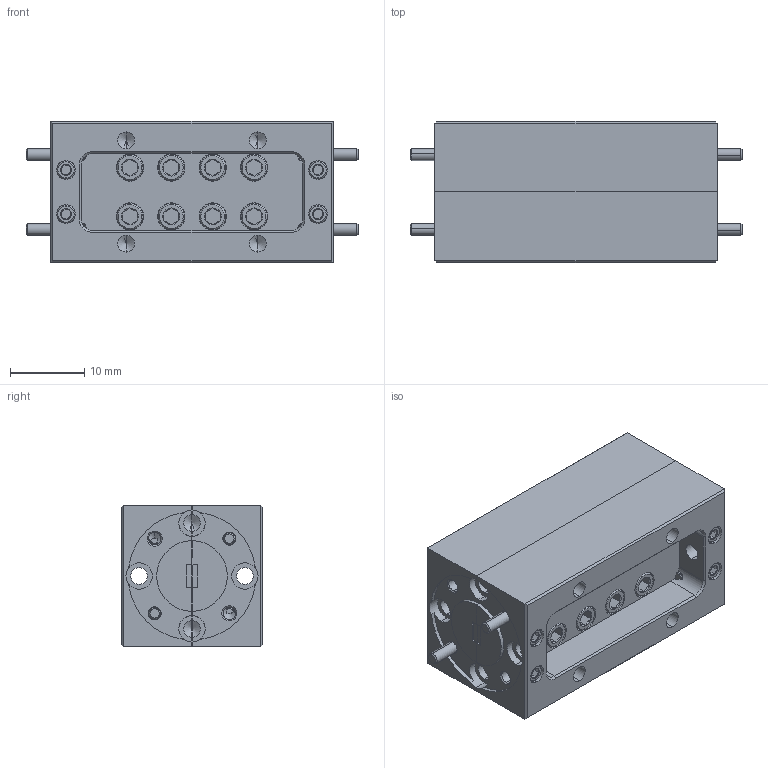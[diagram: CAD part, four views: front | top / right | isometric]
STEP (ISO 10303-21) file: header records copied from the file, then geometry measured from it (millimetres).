
FILE_DESCRIPTION (( 'STEP AP203' ), '1' );
FILE_NAME ('SWF-80320340-12-B1.STEP', '2023-04-10T17:35:28', ( '' ), ( '' ), 'SwSTEP 2.0', 'SolidWorks 2021', '' );
FILE_SCHEMA (( 'CONFIG_CONTROL_DESIGN' ));
Length unit declared in the file: inch
Products named in the file (1): SWF-80320340-12-B1
Bounding box: 44.83 x 19.05 x 19.05 mm (x, y, z)
Volume: 10268.2 mm3; surface area: 7319.7 mm2
Topology: 18 solids, 18 shells, 610 faces, 1356 edges, 804 vertices
Faces by surface type: plane 222, cone 208, cylinder 180
Entity records: 17129 total; most frequent: CARTESIAN_POINT 3487, DIRECTION 2990, ORIENTED_EDGE 2664, EDGE_CURVE 1332, AXIS2_PLACEMENT_3D 1167, VERTEX_POINT 804, EDGE_LOOP 680, VECTOR 656
